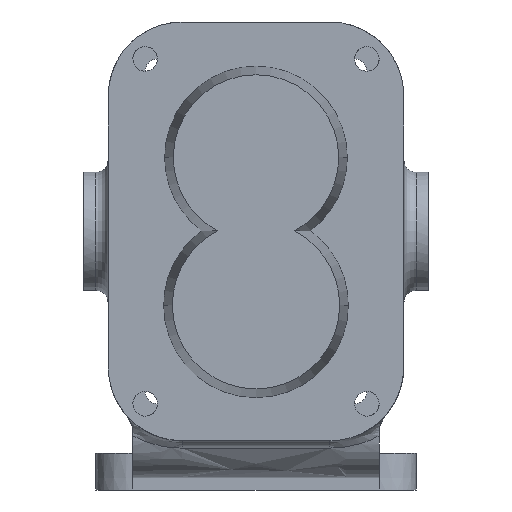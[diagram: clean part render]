
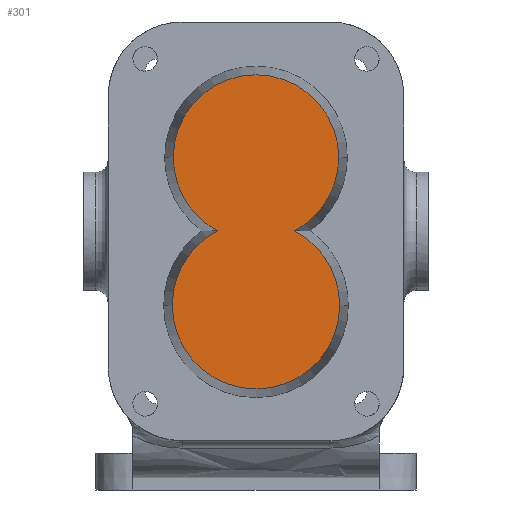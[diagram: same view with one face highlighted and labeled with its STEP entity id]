
A CAD part, left-side view. The second image highlights one B-rep face of the part: STEP entity #301.
In plain terms, the highlighted planar face has unit normal (-1, 0, 0).
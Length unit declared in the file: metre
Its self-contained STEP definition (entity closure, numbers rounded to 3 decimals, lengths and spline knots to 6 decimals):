
#301 = ADVANCED_FACE( '', ( #712 ), #713, .T. );
#712 = FACE_OUTER_BOUND( '', #1893, .T. );
#713 = PLANE( '', #1894 );
#1893 = EDGE_LOOP( '', ( #3658, #3659, #3660, #3661, #3662, #3663 ) );
#1894 = AXIS2_PLACEMENT_3D( '', #3664, #3665, #3666 );
#3658 = ORIENTED_EDGE( '', *, *, #4417, .F. );
#3659 = ORIENTED_EDGE( '', *, *, #4418, .F. );
#3660 = ORIENTED_EDGE( '', *, *, #4408, .F. );
#3661 = ORIENTED_EDGE( '', *, *, #4419, .F. );
#3662 = ORIENTED_EDGE( '', *, *, #4413, .F. );
#3663 = ORIENTED_EDGE( '', *, *, #4416, .F. );
#3664 = CARTESIAN_POINT( '', ( -0.135, 0.034389, 0.040253 ) );
#3665 = DIRECTION( '', ( -1., 0., 0. ) );
#3666 = DIRECTION( '', ( 0., -1., 0. ) );
#4408 = EDGE_CURVE( '', #5255, #5257, #5258, .F. );
#4413 = EDGE_CURVE( '', #5265, #5261, #5267, .F. );
#4416 = EDGE_CURVE( '', #5270, #5265, #5272, .F. );
#4417 = EDGE_CURVE( '', #5273, #5270, #5274, .F. );
#4418 = EDGE_CURVE( '', #5257, #5273, #5275, .F. );
#4419 = EDGE_CURVE( '', #5261, #5255, #5276, .F. );
#5255 = VERTEX_POINT( '', #11829 );
#5257 = VERTEX_POINT( '', #11836 );
#5258 = CIRCLE( '', #11837, 0.033982 );
#5261 = VERTEX_POINT( '', #11841 );
#5265 = VERTEX_POINT( '', #11846 );
#5267 = CIRCLE( '', #11849, 0.033584 );
#5270 = VERTEX_POINT( '', #11852 );
#5272 = CIRCLE( '', #11859, 0.033584 );
#5273 = VERTEX_POINT( '', #11860 );
#5274 = CIRCLE( '', #11861, 0.033982 );
#5275 = CIRCLE( '', #11862, 0.033982 );
#5276 = CIRCLE( '', #11863, 0.033584 );
#11829 = CARTESIAN_POINT( '', ( -0.135, -0.015533, 0.105224 ) );
#11836 = CARTESIAN_POINT( '', ( -0.135, -0.033982, 0.075 ) );
#11837 = AXIS2_PLACEMENT_3D( '', #13808, #13809, #13810 );
#11841 = CARTESIAN_POINT( '', ( -0.135, -0.033584, 0.135 ) );
#11846 = CARTESIAN_POINT( '', ( -0.135, 0.033584, 0.135 ) );
#11849 = AXIS2_PLACEMENT_3D( '', #13817, #13818, #13819 );
#11852 = CARTESIAN_POINT( '', ( -0.135, 0.015533, 0.105224 ) );
#11859 = AXIS2_PLACEMENT_3D( '', #13823, #13824, #13825 );
#11860 = CARTESIAN_POINT( '', ( -0.135, 0.033982, 0.075 ) );
#11861 = AXIS2_PLACEMENT_3D( '', #13826, #13827, #13828 );
#11862 = AXIS2_PLACEMENT_3D( '', #13829, #13830, #13831 );
#11863 = AXIS2_PLACEMENT_3D( '', #13832, #13833, #13834 );
#13808 = CARTESIAN_POINT( '', ( -0.135, 0., 0.075 ) );
#13809 = DIRECTION( '', ( -1., 0., 0. ) );
#13810 = DIRECTION( '', ( 0., -1., 0. ) );
#13817 = CARTESIAN_POINT( '', ( -0.135, 0., 0.135 ) );
#13818 = DIRECTION( '', ( -1., 0., 0. ) );
#13819 = DIRECTION( '', ( 0., -1., 0. ) );
#13823 = CARTESIAN_POINT( '', ( -0.135, 0., 0.135 ) );
#13824 = DIRECTION( '', ( -1., 0., 0. ) );
#13825 = DIRECTION( '', ( 0., -1., 0. ) );
#13826 = CARTESIAN_POINT( '', ( -0.135, 0., 0.075 ) );
#13827 = DIRECTION( '', ( -1., 0., 0. ) );
#13828 = DIRECTION( '', ( 0., -1., 0. ) );
#13829 = CARTESIAN_POINT( '', ( -0.135, 0., 0.075 ) );
#13830 = DIRECTION( '', ( -1., 0., 0. ) );
#13831 = DIRECTION( '', ( 0., -1., 0. ) );
#13832 = CARTESIAN_POINT( '', ( -0.135, 0., 0.135 ) );
#13833 = DIRECTION( '', ( -1., 0., 0. ) );
#13834 = DIRECTION( '', ( 0., -1., 0. ) );
